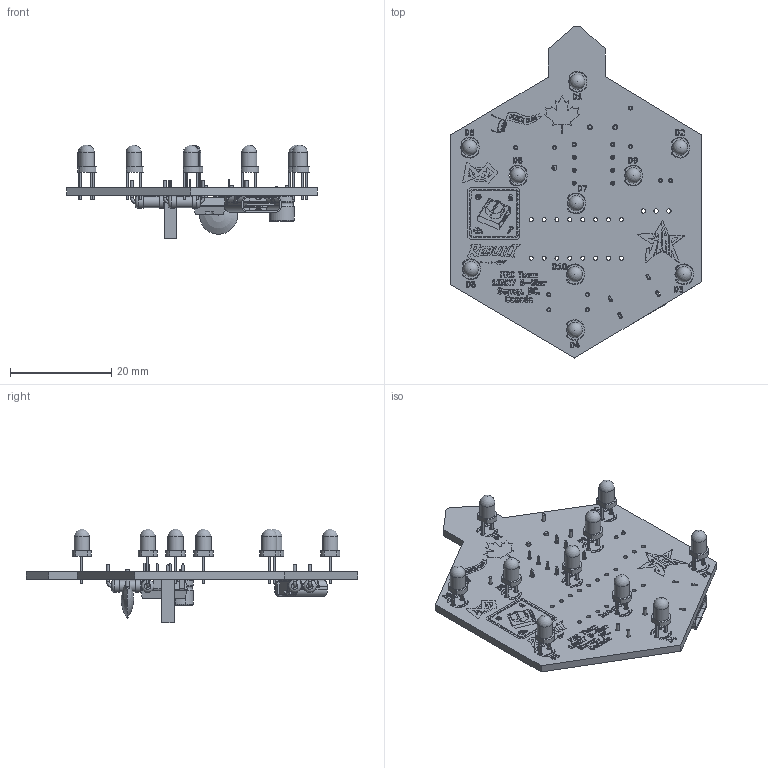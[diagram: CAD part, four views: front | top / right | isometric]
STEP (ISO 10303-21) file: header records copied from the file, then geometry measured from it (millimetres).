
FILE_DESCRIPTION(('KiCad electronic assembly'),'2;1');
FILE_NAME('HexBlinker.step','2026-02-14T19:34:39',('Pcbnew'),('Kicad'), 'Open CASCADE STEP processor 7.9','KiCad to STEP converter','Unknown' );
FILE_SCHEMA(('AUTOMOTIVE_DESIGN { 1 0 10303 214 1 1 1 1 }'));
Length unit declared in the file: millimetre
Products named in the file (11): HexBlinker 1; LED_D3.0mm; CP_Radial_D5.0mm_P2.00mm; C_Disc_D7.5mm_W2.5mm_P5.00mm; PinSocket_1x01_P2.54mm_Vertical; R_Axial_DIN0207_L6.3mm_D2.5mm_P7.62mm_Horizontal; DIP-8_W7.62mm; USB_C_Receptacle_GCT_USB4125-xx-x_6P_TopMnt_Horizontal; HexBlinker_silkscreen; HexBlinker_PCB
Assembly tree (22 placements, depth 2):
  HexBlinker 1
    LED_D3.0mm  x10
    CP_Radial_D5.0mm_P2.00mm
    C_Disc_D7.5mm_W2.5mm_P5.00mm
    PinSocket_1x01_P2.54mm_Vertical
    R_Axial_DIN0207_L6.3mm_D2.5mm_P7.62mm_Horizontal  x4
    DIP-8_W7.62mm
    USB_C_Receptacle_GCT_USB4125-xx-x_6P_TopMnt_Horizontal
    HexBlinker_silkscreen
    HexBlinker_silkscreen
    HexBlinker_PCB
Bounding box: 49.5 x 65.5 x 18.48 mm (x, y, z)
Volume: 4339.8 mm3; surface area: 7521.8 mm2
Topology: 35 solids, 251 shells, 1319 faces, 8270 edges, 7264 vertices
Faces by surface type: plane 990, cylinder 262, bspline 26, torus 18, sphere 12, revolution 9, cone 2
Full cylindrical faces by diameter (mm): 0.5 x2, 0.6 x8, 0.7 x2, 0.787 x16, 0.8 x20, 0.85 x3, 0.9 x20, 1 x3, 2.25 x4, 2.5 x8, 3 x10
Entity records: 85343 total; most frequent: CARTESIAN_POINT 18264, DIRECTION 11330, ORIENTED_EDGE 10222, EDGE_CURVE 7867, VERTEX_POINT 7009, LINE 6537, VECTOR 6537, AXIS2_PLACEMENT_3D 2392
